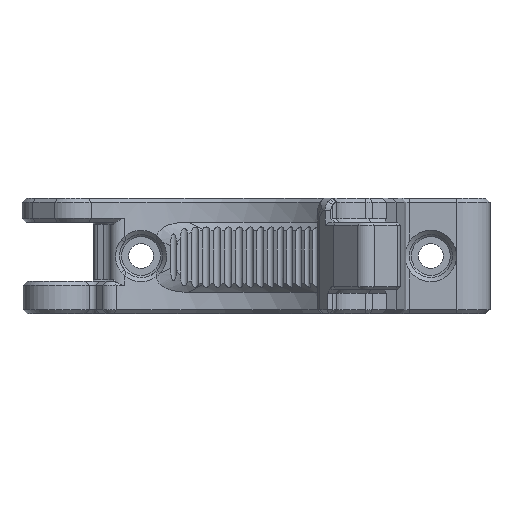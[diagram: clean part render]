
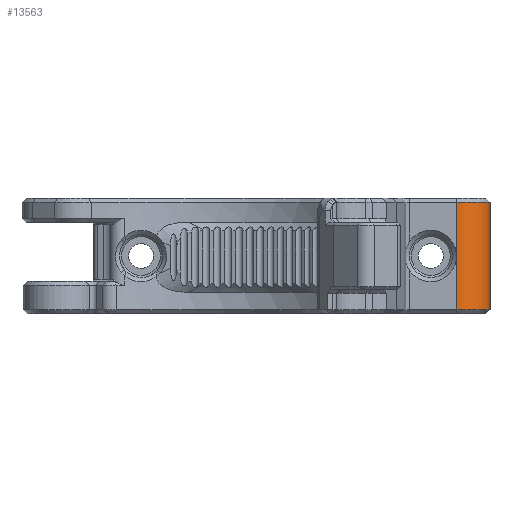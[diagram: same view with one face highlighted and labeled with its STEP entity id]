
A CAD part, front view. The second image highlights one B-rep face of the part: STEP entity #13563.
In plain terms, the highlighted cylindrical face has radius 8 mm (diameter 16 mm), a partial arc.
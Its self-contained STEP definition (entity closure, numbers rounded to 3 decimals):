
#160=CYLINDRICAL_SURFACE('',#14090,8.);
#1700=CIRCLE('',#14091,8.);
#1701=CIRCLE('',#14092,8.);
#2463=FACE_OUTER_BOUND('',#3236,.T.);
#3236=EDGE_LOOP('',(#12405,#12406,#12407,#12408));
#4046=LINE('',#27964,#4976);
#4184=LINE('',#30636,#5114);
#4976=VECTOR('',#15399,10.);
#5114=VECTOR('',#15939,10.);
#6261=VERTEX_POINT('',#27961);
#6262=VERTEX_POINT('',#27963);
#6470=VERTEX_POINT('',#30633);
#6471=VERTEX_POINT('',#30635);
#8143=EDGE_CURVE('',#6261,#6262,#4046,.T.);
#8478=EDGE_CURVE('',#6470,#6261,#1700,.T.);
#8479=EDGE_CURVE('',#6470,#6471,#4184,.T.);
#8480=EDGE_CURVE('',#6262,#6471,#1701,.T.);
#12405=ORIENTED_EDGE('',*,*,#8478,.F.);
#12406=ORIENTED_EDGE('',*,*,#8479,.T.);
#12407=ORIENTED_EDGE('',*,*,#8480,.F.);
#12408=ORIENTED_EDGE('',*,*,#8143,.F.);
#13563=ADVANCED_FACE('',(#2463),#160,.T.);
#14090=AXIS2_PLACEMENT_3D('',#30632,#15935,#15936);
#14091=AXIS2_PLACEMENT_3D('',#30634,#15937,#15938);
#14092=AXIS2_PLACEMENT_3D('',#30637,#15940,#15941);
#15399=DIRECTION('',(0.,0.,-1.));
#15935=DIRECTION('center_axis',(0.,0.,
-1.));
#15936=DIRECTION('ref_axis',(0.,-1.,0.));
#15937=DIRECTION('center_axis',(0.,0.,
1.));
#15938=DIRECTION('ref_axis',(0.,-1.,0.));
#15939=DIRECTION('',(0.,0.,-1.));
#15940=DIRECTION('center_axis',(0.,0.,
-1.));
#15941=DIRECTION('ref_axis',(0.,-1.,0.));
#27961=CARTESIAN_POINT('',(61.694,-0.075,27.));
#27963=CARTESIAN_POINT('',(61.694,-0.075,1.));
#27964=CARTESIAN_POINT('',(61.694,-0.075,28.));
#30632=CARTESIAN_POINT('Origin',(61.694,-8.075,28.));
#30633=CARTESIAN_POINT('',(61.695,-16.075,27.));
#30634=CARTESIAN_POINT('Origin',(61.694,-8.075,27.));
#30635=CARTESIAN_POINT('',(61.695,-16.075,1.));
#30636=CARTESIAN_POINT('',(61.695,-16.075,28.));
#30637=CARTESIAN_POINT('Origin',(61.694,-8.075,1.));
